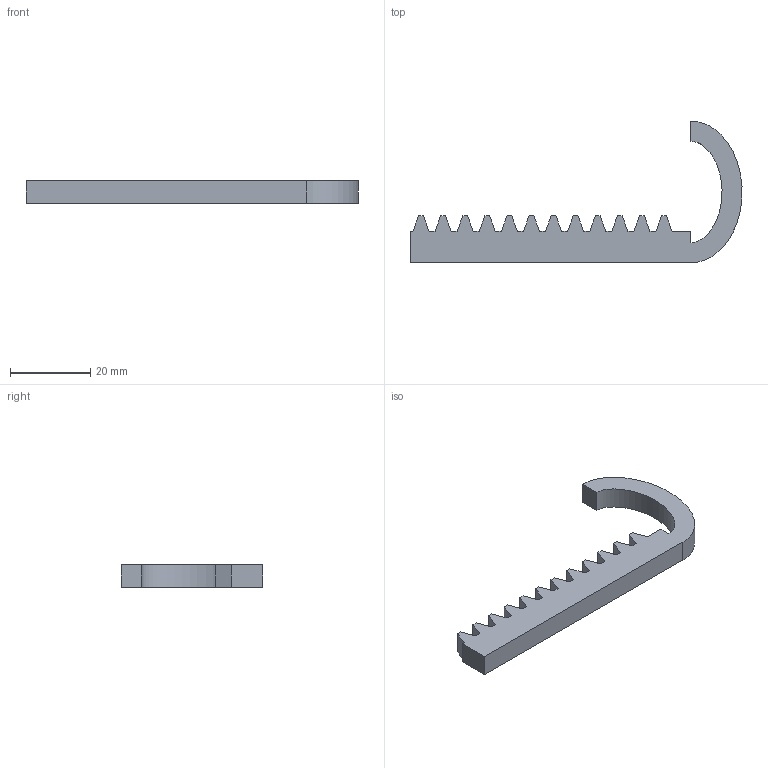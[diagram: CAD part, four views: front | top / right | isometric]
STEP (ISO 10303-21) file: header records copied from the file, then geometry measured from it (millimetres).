
FILE_DESCRIPTION (( 'STEP AP214' ), '1' );
FILE_NAME ('喘沭.STEP', '2025-07-18T02:08:35', ( '' ), ( '' ), 'SwSTEP 2.0', 'SolidWorks 2024', '' );
FILE_SCHEMA (( 'AUTOMOTIVE_DESIGN' ));
Length unit declared in the file: millimetre
Products named in the file (1): 齿条
Bounding box: 82.62 x 35.27 x 5.5 mm (x, y, z)
Volume: 4783.9 mm3; surface area: 3399.9 mm2
Topology: 1 solids, 1 shells, 57 faces, 165 edges, 110 vertices
Faces by surface type: plane 55, bspline 2
Entity records: 1907 total; most frequent: CARTESIAN_POINT 395, ORIENTED_EDGE 330, DIRECTION 273, EDGE_CURVE 165, LINE 161, VECTOR 161, VERTEX_POINT 110, ADVANCED_FACE 57
